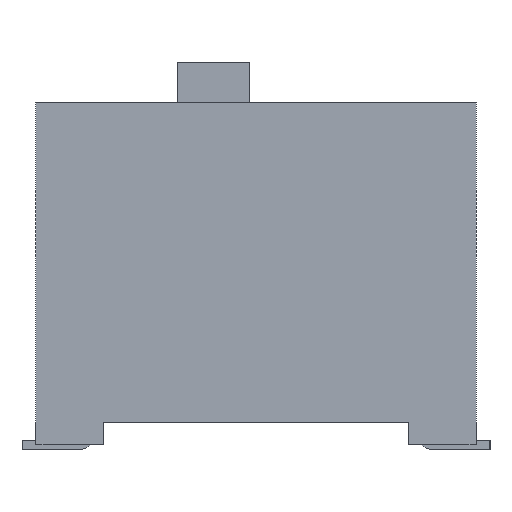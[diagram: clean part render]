
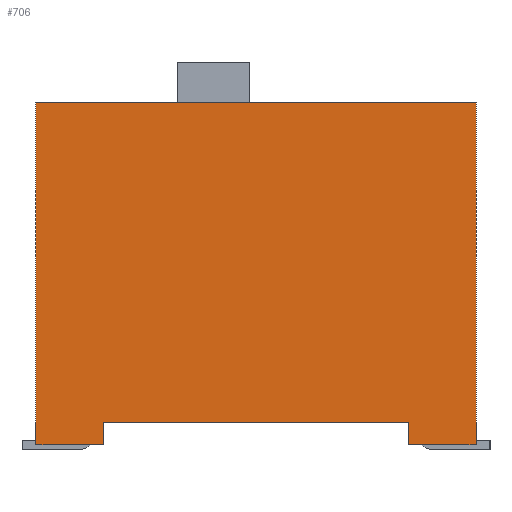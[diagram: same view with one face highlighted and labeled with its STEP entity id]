
A CAD part, left-side view. The second image highlights one B-rep face of the part: STEP entity #706.
In plain terms, the highlighted planar face has unit normal (-1, 0, 0).
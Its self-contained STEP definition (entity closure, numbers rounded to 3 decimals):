
#13=DIRECTION('',(0.,0.,1.));
#34=VECTOR('',#13,1.);
#56=CARTESIAN_POINT('',(-11.25,-4.89,0.1));
#58=DIRECTION('',(1.,0.,0.));
#119=VECTOR('',#120,1.);
#120=DIRECTION('',(0.,-1.,0.));
#123=VERTEX_POINT('',#124);
#124=CARTESIAN_POINT('',(-11.25,-3.39,0.6));
#127=ORIENTED_EDGE('',*,*,#128,.F.);
#128=EDGE_CURVE('',#129,#123,#131,.T.);
#129=VERTEX_POINT('',#130);
#130=CARTESIAN_POINT('',(-11.25,3.39,0.6));
#131=LINE('',#132,#119);
#132=CARTESIAN_POINT('',(-11.25,2.445,0.6));
#575=VERTEX_POINT('',#56);
#579=EDGE_CURVE('',#575,#580,#582,.T.);
#580=VERTEX_POINT('',#581);
#581=CARTESIAN_POINT('',(-11.25,-4.89,7.7));
#582=LINE('',#56,#34);
#657=VERTEX_POINT('',#658);
#658=CARTESIAN_POINT('',(-11.25,4.89,7.7));
#661=EDGE_CURVE('',#662,#657,#664,.T.);
#662=VERTEX_POINT('',#663);
#663=CARTESIAN_POINT('',(-11.25,4.89,0.1));
#664=LINE('',#663,#34);
#686=VECTOR('',#687,1.);
#687=DIRECTION('',(0.,0.,-1.));
#695=VERTEX_POINT('',#696);
#696=CARTESIAN_POINT('',(-11.25,3.39,0.1));
#701=ORIENTED_EDGE('',*,*,#702,.T.);
#702=EDGE_CURVE('',#129,#695,#703,.T.);
#703=LINE('',#696,#686);
#706=ADVANCED_FACE('',(#707),#724,.F.);
#707=FACE_BOUND('',#708,.F.);
#708=EDGE_LOOP('',(#709,#712,#713,#716,#717,#721,#127,#701));
#709=ORIENTED_EDGE('',*,*,#710,.F.);
#710=EDGE_CURVE('',#662,#695,#711,.T.);
#711=LINE('',#663,#119);
#712=ORIENTED_EDGE('',*,*,#661,.T.);
#713=ORIENTED_EDGE('',*,*,#714,.T.);
#714=EDGE_CURVE('',#657,#580,#715,.T.);
#715=LINE('',#658,#119);
#716=ORIENTED_EDGE('',*,*,#579,.F.);
#717=ORIENTED_EDGE('',*,*,#718,.F.);
#718=EDGE_CURVE('',#719,#575,#711,.T.);
#719=VERTEX_POINT('',#720);
#720=CARTESIAN_POINT('',(-11.25,-3.39,0.1));
#721=ORIENTED_EDGE('',*,*,#722,.T.);
#722=EDGE_CURVE('',#719,#123,#723,.T.);
#723=LINE('',#720,#34);
#724=PLANE('',#725);
#725=AXIS2_PLACEMENT_3D('',#663,#58,#120);
